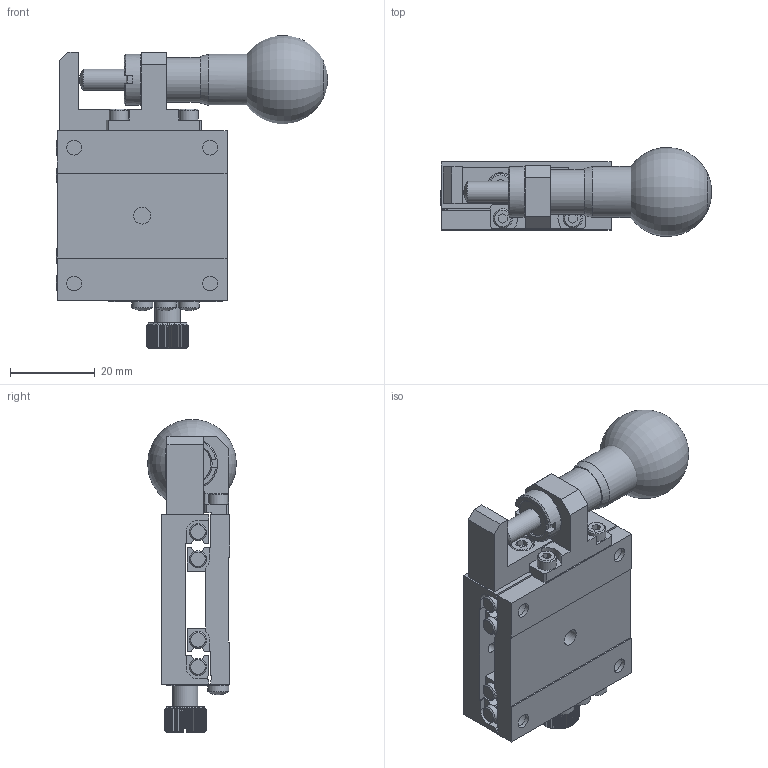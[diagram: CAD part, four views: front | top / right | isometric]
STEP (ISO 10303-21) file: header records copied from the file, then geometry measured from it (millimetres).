
FILE_DESCRIPTION (( 'STEP AP203' ), '1' );
FILE_NAME ('528903.STEP', '2024-11-13T01:36:38', ( 'Windows User' ), ( 'P R C' ), 'SwSTEP 2.0', 'SolidWorks 2020', '' );
FILE_SCHEMA (( 'CONFIG_CONTROL_DESIGN' ));
Products named in the file (1): 528903
Bounding box: 63.9 x 20.96 x 73.7 mm (x, y, z)
Volume: 24447.4 mm3; surface area: 18254.1 mm2
Topology: 4 solids, 4 shells, 2532 faces, 5385 edges, 2883 vertices
Faces by surface type: bspline 1444, cylinder 533, plane 321, cone 233, torus 1
Full cylindrical faces by diameter (mm): 2.459 x8, 3 x1, 3.5 x4, 4 x10, 4.5 x2, 5 x4, 5.5 x2, 6 x7, 8.887 x1, 8.959 x1, 9 x1, 9.5 x3, 10.5 x1, 12 x1, 12.034 x1
Entity records: 92228 total; most frequent: CARTESIAN_POINT 55342, ORIENTED_EDGE 10550, EDGE_CURVE 5275, DIRECTION 4087, VERTEX_POINT 2852, EDGE_LOOP 2651, FACE_OUTER_BOUND 2579, ADVANCED_FACE 2532
